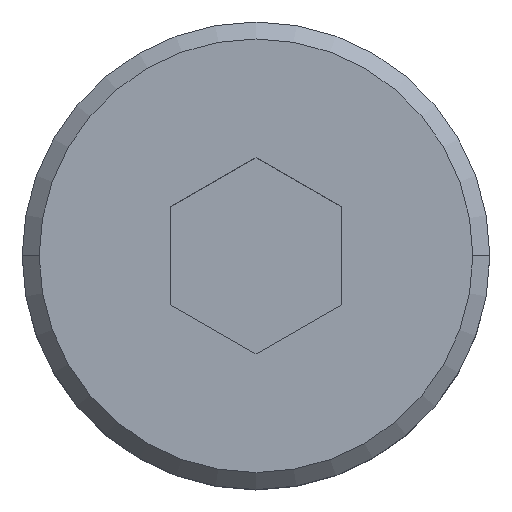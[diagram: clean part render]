
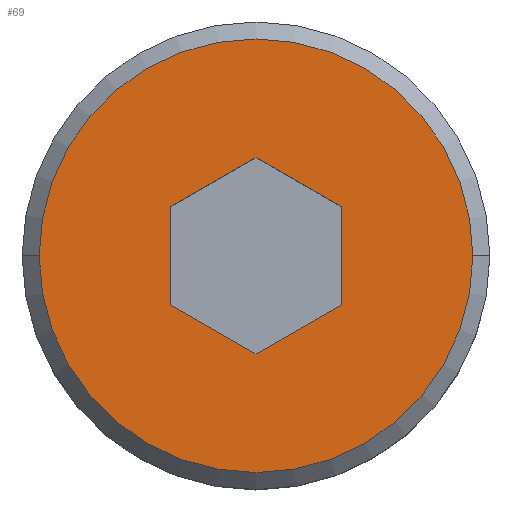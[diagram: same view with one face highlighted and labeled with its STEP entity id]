
A CAD part, top view. The second image highlights one B-rep face of the part: STEP entity #69.
In plain terms, the highlighted planar face has unit normal (0, 0, 1).
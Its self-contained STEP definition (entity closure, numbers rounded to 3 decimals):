
#7 = CARTESIAN_POINT ( 'NONE',  ( -1., -0.577, 3. ) ) ;
#9 = DIRECTION ( 'NONE',  ( -0.866, 0.5, 0. ) ) ;
#11 = LINE ( 'NONE', #151, #20 ) ;
#14 = VERTEX_POINT ( 'NONE', #459 ) ;
#18 = CIRCLE ( 'NONE', #419, 2.55 ) ;
#20 = VECTOR ( 'NONE', #9, 1000. ) ;
#28 = ORIENTED_EDGE ( 'NONE', *, *, #270, .F. ) ;
#41 = CARTESIAN_POINT ( 'NONE',  ( 0., 1.155, 3. ) ) ;
#45 = VECTOR ( 'NONE', #534, 1000. ) ;
#50 = CARTESIAN_POINT ( 'NONE',  ( -1., 0.577, 3. ) ) ;
#52 = DIRECTION ( 'NONE',  ( 0., -1., 0. ) ) ;
#53 = VERTEX_POINT ( 'NONE', #7 ) ;
#58 = CARTESIAN_POINT ( 'NONE',  ( 1., -0.577, 3. ) ) ;
#65 = EDGE_CURVE ( 'NONE', #334, #192, #393, .T. ) ;
#69 = ADVANCED_FACE ( 'NONE', ( #92, #558 ), #136, .T. ) ;
#70 = ORIENTED_EDGE ( 'NONE', *, *, #372, .T. ) ;
#78 = DIRECTION ( 'NONE',  ( 1., 0., 0. ) ) ;
#83 = VECTOR ( 'NONE', #52, 1000. ) ;
#86 = CARTESIAN_POINT ( 'NONE',  ( 2.55, 0., 3. ) ) ;
#92 = FACE_OUTER_BOUND ( 'NONE', #145, .T. ) ;
#97 = CARTESIAN_POINT ( 'NONE',  ( 0., 0., 3. ) ) ;
#115 = EDGE_CURVE ( 'NONE', #155, #317, #536, .T. ) ;
#130 = DIRECTION ( 'NONE',  ( 1., 0., 0. ) ) ;
#133 = EDGE_CURVE ( 'NONE', #192, #53, #307, .T. ) ;
#134 = DIRECTION ( 'NONE',  ( 1., 0., 0. ) ) ;
#135 = ORIENTED_EDGE ( 'NONE', *, *, #133, .F. ) ;
#136 = PLANE ( 'NONE',  #212 ) ;
#145 = EDGE_LOOP ( 'NONE', ( #70, #381 ) ) ;
#151 = CARTESIAN_POINT ( 'NONE',  ( 1., 0.577, 3. ) ) ;
#155 = VERTEX_POINT ( 'NONE', #86 ) ;
#168 = EDGE_CURVE ( 'NONE', #371, #243, #396, .T. ) ;
#170 = LINE ( 'NONE', #559, #434 ) ;
#186 = DIRECTION ( 'NONE',  ( 0., 0., 1. ) ) ;
#192 = VERTEX_POINT ( 'NONE', #50 ) ;
#212 = AXIS2_PLACEMENT_3D ( 'NONE', #97, #186, #130 ) ;
#224 = DIRECTION ( 'NONE',  ( -0.866, -0.5, 0. ) ) ;
#241 = ORIENTED_EDGE ( 'NONE', *, *, #501, .F. ) ;
#243 = VERTEX_POINT ( 'NONE', #340 ) ;
#270 = EDGE_CURVE ( 'NONE', #243, #14, #531, .T. ) ;
#293 = AXIS2_PLACEMENT_3D ( 'NONE', #349, #524, #134 ) ;
#304 = VECTOR ( 'NONE', #224, 1000. ) ;
#307 = LINE ( 'NONE', #439, #83 ) ;
#312 = EDGE_LOOP ( 'NONE', ( #241, #28, #525, #546, #135, #496 ) ) ;
#317 = VERTEX_POINT ( 'NONE', #367 ) ;
#334 = VERTEX_POINT ( 'NONE', #508 ) ;
#340 = CARTESIAN_POINT ( 'NONE',  ( 1., -0.577, 3. ) ) ;
#349 = CARTESIAN_POINT ( 'NONE',  ( 0., 0., 3. ) ) ;
#367 = CARTESIAN_POINT ( 'NONE',  ( -2.55, 0., 3. ) ) ;
#371 = VERTEX_POINT ( 'NONE', #430 ) ;
#372 = EDGE_CURVE ( 'NONE', #317, #155, #18, .T. ) ;
#381 = ORIENTED_EDGE ( 'NONE', *, *, #115, .T. ) ;
#385 = EDGE_CURVE ( 'NONE', #53, #371, #170, .T. ) ;
#393 = LINE ( 'NONE', #41, #304 ) ;
#396 = LINE ( 'NONE', #560, #402 ) ;
#402 = VECTOR ( 'NONE', #486, 1000. ) ;
#419 = AXIS2_PLACEMENT_3D ( 'NONE', #422, #517, #78 ) ;
#422 = CARTESIAN_POINT ( 'NONE',  ( 0., 0., 3. ) ) ;
#430 = CARTESIAN_POINT ( 'NONE',  ( 0., -1.155, 3. ) ) ;
#434 = VECTOR ( 'NONE', #556, 1000. ) ;
#439 = CARTESIAN_POINT ( 'NONE',  ( -1., 0.577, 3. ) ) ;
#459 = CARTESIAN_POINT ( 'NONE',  ( 1., 0.577, 3. ) ) ;
#486 = DIRECTION ( 'NONE',  ( 0.866, 0.5, 0. ) ) ;
#496 = ORIENTED_EDGE ( 'NONE', *, *, #65, .F. ) ;
#501 = EDGE_CURVE ( 'NONE', #14, #334, #11, .T. ) ;
#508 = CARTESIAN_POINT ( 'NONE',  ( 0., 1.155, 3. ) ) ;
#517 = DIRECTION ( 'NONE',  ( 0., 0., 1. ) ) ;
#524 = DIRECTION ( 'NONE',  ( 0., 0., 1. ) ) ;
#525 = ORIENTED_EDGE ( 'NONE', *, *, #168, .F. ) ;
#531 = LINE ( 'NONE', #58, #45 ) ;
#534 = DIRECTION ( 'NONE',  ( 0., 1., 0. ) ) ;
#536 = CIRCLE ( 'NONE', #293, 2.55 ) ;
#546 = ORIENTED_EDGE ( 'NONE', *, *, #385, .F. ) ;
#556 = DIRECTION ( 'NONE',  ( 0.866, -0.5, 0. ) ) ;
#558 = FACE_BOUND ( 'NONE', #312, .T. ) ;
#559 = CARTESIAN_POINT ( 'NONE',  ( -1., -0.577, 3. ) ) ;
#560 = CARTESIAN_POINT ( 'NONE',  ( 0., -1.155, 3. ) ) ;
